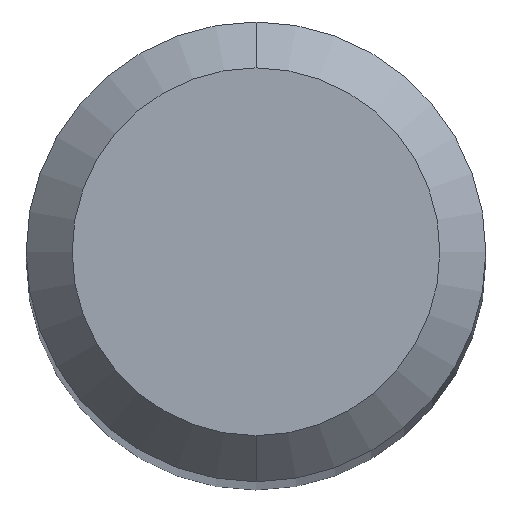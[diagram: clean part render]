
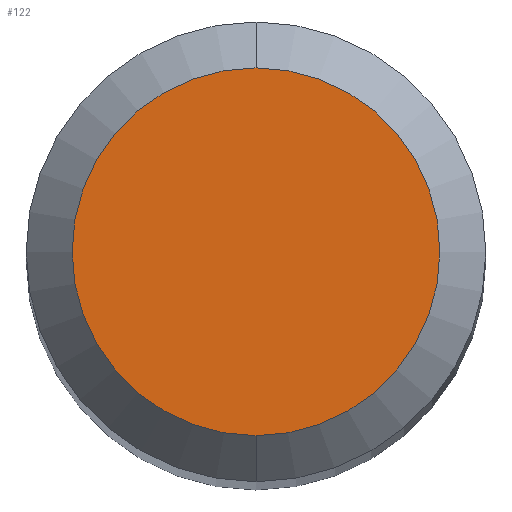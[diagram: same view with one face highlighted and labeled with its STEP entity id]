
A CAD part, top view. The second image highlights one B-rep face of the part: STEP entity #122.
In plain terms, the highlighted planar face has unit normal (0, 0, 1).
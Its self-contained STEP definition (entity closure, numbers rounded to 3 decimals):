
#16 = CARTESIAN_POINT ( 'NONE',  ( 0., -1.2, 38. ) ) ;
#31 = AXIS2_PLACEMENT_3D ( 'NONE', #249, #226, #176 ) ;
#65 = CARTESIAN_POINT ( 'NONE',  ( 0., 0., 38. ) ) ;
#68 = PLANE ( 'NONE',  #242 ) ;
#84 = EDGE_LOOP ( 'NONE', ( #268, #133 ) ) ;
#89 = AXIS2_PLACEMENT_3D ( 'NONE', #177, #224, #307 ) ;
#122 = ADVANCED_FACE ( 'NONE', ( #272 ), #68, .T. ) ;
#133 = ORIENTED_EDGE ( 'NONE', *, *, #257, .T. ) ;
#163 = VERTEX_POINT ( 'NONE', #172 ) ;
#170 = DIRECTION ( 'NONE',  ( 0., 0., 1. ) ) ;
#172 = CARTESIAN_POINT ( 'NONE',  ( 0., 1.2, 38. ) ) ;
#176 = DIRECTION ( 'NONE',  ( 0., -1., 0. ) ) ;
#177 = CARTESIAN_POINT ( 'NONE',  ( 0., 0., 38. ) ) ;
#195 = CIRCLE ( 'NONE', #31, 1.2 ) ;
#224 = DIRECTION ( 'NONE',  ( 0., 0., 1. ) ) ;
#226 = DIRECTION ( 'NONE',  ( 0., 0., 1. ) ) ;
#242 = AXIS2_PLACEMENT_3D ( 'NONE', #65, #170, #276 ) ;
#249 = CARTESIAN_POINT ( 'NONE',  ( 0., 0., 38. ) ) ;
#257 = EDGE_CURVE ( 'NONE', #271, #163, #195, .T. ) ;
#268 = ORIENTED_EDGE ( 'NONE', *, *, #333, .T. ) ;
#271 = VERTEX_POINT ( 'NONE', #16 ) ;
#272 = FACE_OUTER_BOUND ( 'NONE', #84, .T. ) ;
#276 = DIRECTION ( 'NONE',  ( 0., -1., 0. ) ) ;
#281 = CIRCLE ( 'NONE', #89, 1.2 ) ;
#307 = DIRECTION ( 'NONE',  ( 0., -1., 0. ) ) ;
#333 = EDGE_CURVE ( 'NONE', #163, #271, #281, .T. ) ;
